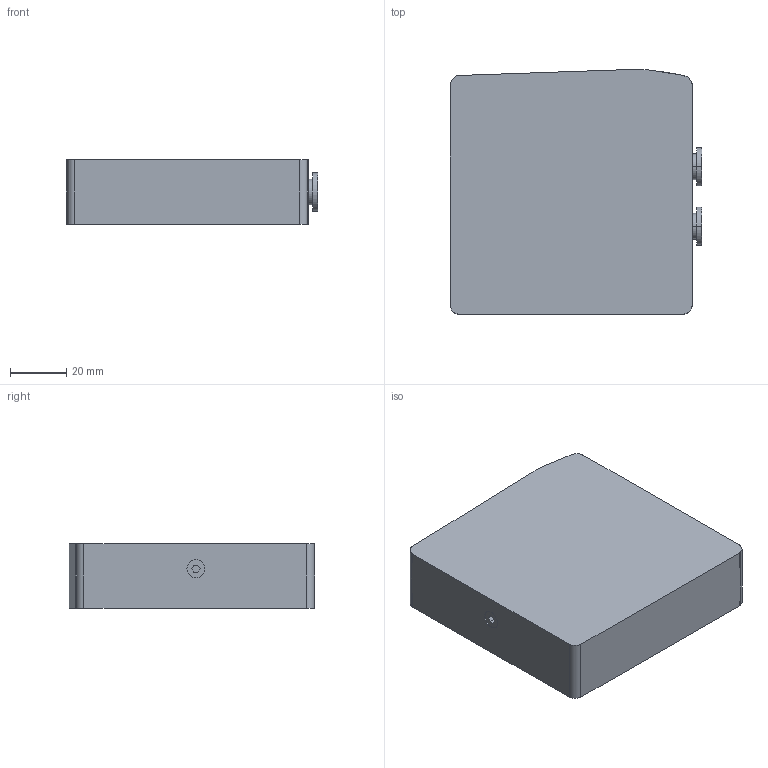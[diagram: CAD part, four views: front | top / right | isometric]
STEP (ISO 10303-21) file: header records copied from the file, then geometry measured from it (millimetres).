
FILE_DESCRIPTION (( 'STEP AP214' ), '1' );
FILE_NAME ('CMV-A3L-3B.STEP', '2018-05-14T14:30:15', ( '' ), ( '' ), 'SwSTEP 2.0', 'SolidWorks 2017', '' );
FILE_SCHEMA (( 'AUTOMOTIVE_DESIGN' ));
Length unit declared in the file: millimetre
Products named in the file (1): CMV-A3L-3B
Bounding box: 89.5 x 87.2 x 23 mm (x, y, z)
Volume: 170366.4 mm3; surface area: 23346.4 mm2
Topology: 1 solids, 1 shells, 156 faces, 403 edges, 266 vertices
Faces by surface type: cylinder 77, plane 71, torus 8
Entity records: 4847 total; most frequent: DIRECTION 887, CARTESIAN_POINT 826, ORIENTED_EDGE 806, EDGE_CURVE 403, AXIS2_PLACEMENT_3D 327, VERTEX_POINT 266, VECTOR 233, LINE 233
